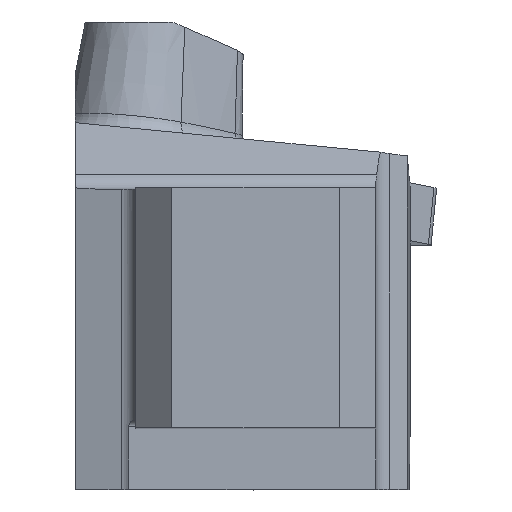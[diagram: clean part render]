
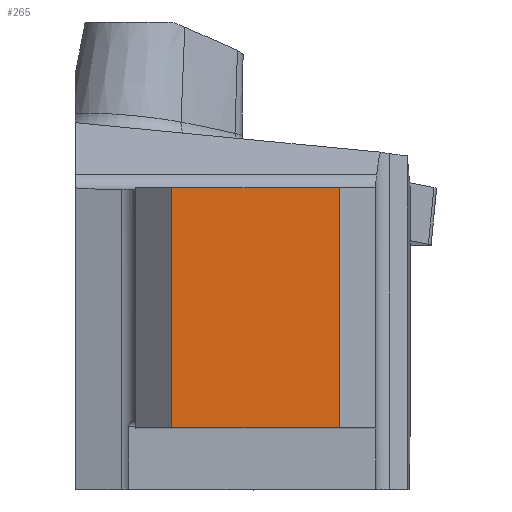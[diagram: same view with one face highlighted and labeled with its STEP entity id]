
A CAD part, top view. The second image highlights one B-rep face of the part: STEP entity #265.
In plain terms, the highlighted planar face has unit normal (0, 0, 1).
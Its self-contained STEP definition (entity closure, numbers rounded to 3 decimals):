
#265=ADVANCED_FACE('CU_BACK_SU1',(#392),#334,.F.);
#334=PLANE('',#1681);
#392=FACE_OUTER_BOUND('',#466,.T.);
#466=EDGE_LOOP('',(#681,#682,#683,#684));
#681=ORIENTED_EDGE('',*,*,#1213,.F.);
#682=ORIENTED_EDGE('',*,*,#1214,.F.);
#683=ORIENTED_EDGE('',*,*,#1215,.T.);
#684=ORIENTED_EDGE('',*,*,#1200,.T.);
#1029=VERTEX_POINT('',#2494);
#1030=VERTEX_POINT('',#2496);
#1039=VERTEX_POINT('',#2536);
#1040=VERTEX_POINT('',#2538);
#1200=EDGE_CURVE('',#1030,#1029,#1370,.T.);
#1213=EDGE_CURVE('',#1039,#1029,#1379,.T.);
#1214=EDGE_CURVE('',#1040,#1039,#1380,.T.);
#1215=EDGE_CURVE('',#1040,#1030,#1381,.T.);
#1370=LINE('',#2495,#1494);
#1379=LINE('',#2535,#1503);
#1380=LINE('',#2537,#1504);
#1381=LINE('',#2539,#1505);
#1494=VECTOR('',#1940,1.);
#1503=VECTOR('',#1961,1.);
#1504=VECTOR('',#1962,1.);
#1505=VECTOR('',#1963,1.);
#1681=AXIS2_PLACEMENT_3D('',#2540,#1964,#1965);
#1940=DIRECTION('',(1.,0.,0.));
#1961=DIRECTION('',(0.,-1.,0.));
#1962=DIRECTION('',(1.,0.,0.));
#1963=DIRECTION('',(0.,-1.,0.));
#1964=DIRECTION('',(0.,0.,-1.));
#1965=DIRECTION('',(1.,0.,0.));
#2494=CARTESIAN_POINT('',(16.925,0.,0.));
#2495=CARTESIAN_POINT('',(110.,0.,0.));
#2496=CARTESIAN_POINT('',(3.,0.,0.));
#2535=CARTESIAN_POINT('',(16.925,0.,0.));
#2536=CARTESIAN_POINT('',(16.925,19.925,0.));
#2537=CARTESIAN_POINT('',(110.,19.925,0.));
#2538=CARTESIAN_POINT('',(3.,19.925,0.));
#2539=CARTESIAN_POINT('',(3.,0.,0.));
#2540=CARTESIAN_POINT('',(-17.496,34.925,0.));
